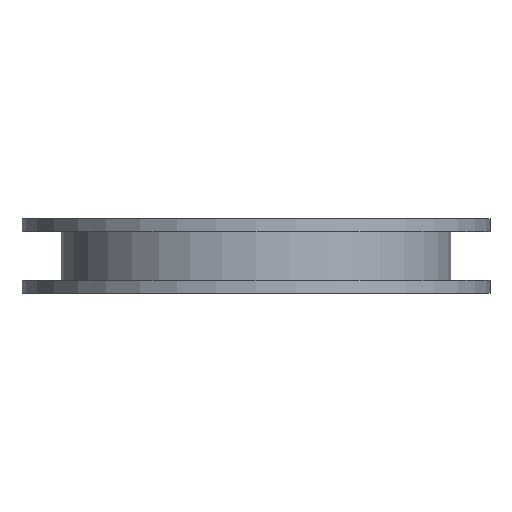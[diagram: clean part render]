
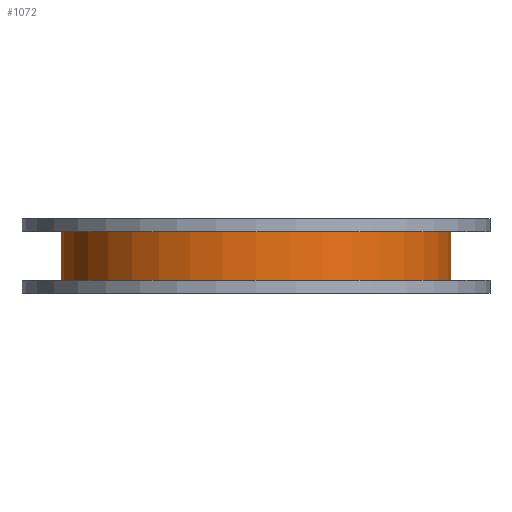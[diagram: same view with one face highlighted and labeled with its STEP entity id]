
A CAD part, front view. The second image highlights one B-rep face of the part: STEP entity #1072.
In plain terms, the highlighted cylindrical face has radius 30 mm (diameter 60 mm), a full revolution.
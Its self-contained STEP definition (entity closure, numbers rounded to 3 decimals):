
#43=CIRCLE('',#1151,30.);
#46=CIRCLE('',#1155,30.);
#47=CIRCLE('',#1156,30.);
#51=CIRCLE('',#1162,30.);
#55=CIRCLE('',#1170,30.);
#56=CIRCLE('',#1171,30.);
#125=CYLINDRICAL_SURFACE('',#1169,30.);
#170=FACE_OUTER_BOUND('',#227,.T.);
#227=EDGE_LOOP('',(#774,#775,#776,#777,#778,#779,#780,#781,#782,#783,#784,
#785));
#298=LINE('',#1659,#376);
#299=LINE('',#1664,#377);
#305=LINE('',#1695,#383);
#312=LINE('',#1715,#390);
#313=LINE('',#1720,#391);
#376=VECTOR('',#1297,10.);
#377=VECTOR('',#1302,10.);
#383=VECTOR('',#1336,10.);
#390=VECTOR('',#1357,10.);
#391=VECTOR('',#1364,30.);
#453=VERTEX_POINT('',#1651);
#456=VERTEX_POINT('',#1657);
#457=VERTEX_POINT('',#1661);
#458=VERTEX_POINT('',#1663);
#463=VERTEX_POINT('',#1680);
#465=VERTEX_POINT('',#1685);
#469=VERTEX_POINT('',#1693);
#470=VERTEX_POINT('',#1697);
#475=VERTEX_POINT('',#1713);
#476=VERTEX_POINT('',#1718);
#565=EDGE_CURVE('',#453,#456,#298,.T.);
#567=EDGE_CURVE('',#458,#457,#299,.T.);
#573=EDGE_CURVE('',#456,#458,#43,.T.);
#576=EDGE_CURVE('',#463,#453,#46,.T.);
#577=EDGE_CURVE('',#457,#463,#47,.T.);
#583=EDGE_CURVE('',#465,#469,#305,.T.);
#584=EDGE_CURVE('',#469,#470,#51,.T.);
#593=EDGE_CURVE('',#470,#475,#312,.T.);
#595=EDGE_CURVE('',#476,#475,#55,.T.);
#596=EDGE_CURVE('',#476,#463,#313,.T.);
#597=EDGE_CURVE('',#465,#476,#56,.T.);
#774=ORIENTED_EDGE('',*,*,#583,.T.);
#775=ORIENTED_EDGE('',*,*,#584,.T.);
#776=ORIENTED_EDGE('',*,*,#593,.T.);
#777=ORIENTED_EDGE('',*,*,#595,.F.);
#778=ORIENTED_EDGE('',*,*,#596,.T.);
#779=ORIENTED_EDGE('',*,*,#576,.T.);
#780=ORIENTED_EDGE('',*,*,#565,.T.);
#781=ORIENTED_EDGE('',*,*,#573,.T.);
#782=ORIENTED_EDGE('',*,*,#567,.T.);
#783=ORIENTED_EDGE('',*,*,#577,.T.);
#784=ORIENTED_EDGE('',*,*,#596,.F.);
#785=ORIENTED_EDGE('',*,*,#597,.F.);
#1072=ADVANCED_FACE('',(#170),#125,.T.);
#1151=AXIS2_PLACEMENT_3D('',#1674,#1314,#1315);
#1155=AXIS2_PLACEMENT_3D('',#1681,#1322,#1323);
#1156=AXIS2_PLACEMENT_3D('',#1682,#1324,#1325);
#1162=AXIS2_PLACEMENT_3D('',#1698,#1339,#1340);
#1169=AXIS2_PLACEMENT_3D('',#1717,#1360,#1361);
#1170=AXIS2_PLACEMENT_3D('',#1719,#1362,#1363);
#1171=AXIS2_PLACEMENT_3D('',#1721,#1365,#1366);
#1297=DIRECTION('',(0.,0.,1.));
#1302=DIRECTION('',(0.,0.,-1.));
#1314=DIRECTION('center_axis',(0.,0.,1.));
#1315=DIRECTION('ref_axis',(0.,1.,0.));
#1322=DIRECTION('center_axis',(0.,0.,1.));
#1323=DIRECTION('ref_axis',(1.,0.,0.));
#1324=DIRECTION('center_axis',(0.,0.,1.));
#1325=DIRECTION('ref_axis',(1.,0.,0.));
#1336=DIRECTION('',(0.,0.,-1.));
#1339=DIRECTION('center_axis',(0.,0.,-1.));
#1340=DIRECTION('ref_axis',(0.,1.,0.));
#1357=DIRECTION('',(0.,0.,1.));
#1360=DIRECTION('center_axis',(0.,0.,1.));
#1361=DIRECTION('ref_axis',(0.,1.,0.));
#1362=DIRECTION('center_axis',(0.,0.,1.));
#1363=DIRECTION('ref_axis',(1.,0.,0.));
#1364=DIRECTION('',(0.,0.,-1.));
#1365=DIRECTION('center_axis',(0.,0.,1.));
#1366=DIRECTION('ref_axis',(1.,0.,0.));
#1651=CARTESIAN_POINT('',(1.,1.983,-9.5));
#1657=CARTESIAN_POINT('',(1.,1.983,-9.));
#1659=CARTESIAN_POINT('',(1.,1.983,-11.5));
#1661=CARTESIAN_POINT('',(-1.,1.983,-9.5));
#1663=CARTESIAN_POINT('',(-1.,1.983,-9.));
#1664=CARTESIAN_POINT('',(-1.,1.983,-11.5));
#1674=CARTESIAN_POINT('Origin',(0.,-28.,-9.));
#1680=CARTESIAN_POINT('',(0.,-58.,-9.5));
#1681=CARTESIAN_POINT('Origin',(0.,-28.,-9.5));
#1682=CARTESIAN_POINT('Origin',(0.,-28.,-9.5));
#1685=CARTESIAN_POINT('',(-1.,1.983,-2.));
#1693=CARTESIAN_POINT('',(-1.,1.983,-2.5));
#1695=CARTESIAN_POINT('',(-1.,1.983,0.));
#1697=CARTESIAN_POINT('',(1.,1.983,-2.5));
#1698=CARTESIAN_POINT('Origin',(0.,-28.,-2.5));
#1713=CARTESIAN_POINT('',(1.,1.983,-2.));
#1715=CARTESIAN_POINT('',(1.,1.983,0.));
#1717=CARTESIAN_POINT('Origin',(0.,-28.,-5.75));
#1718=CARTESIAN_POINT('',(0.,-58.,-2.));
#1719=CARTESIAN_POINT('Origin',(0.,-28.,-2.));
#1720=CARTESIAN_POINT('',(0.,-58.,-5.75));
#1721=CARTESIAN_POINT('Origin',(0.,-28.,-2.));
